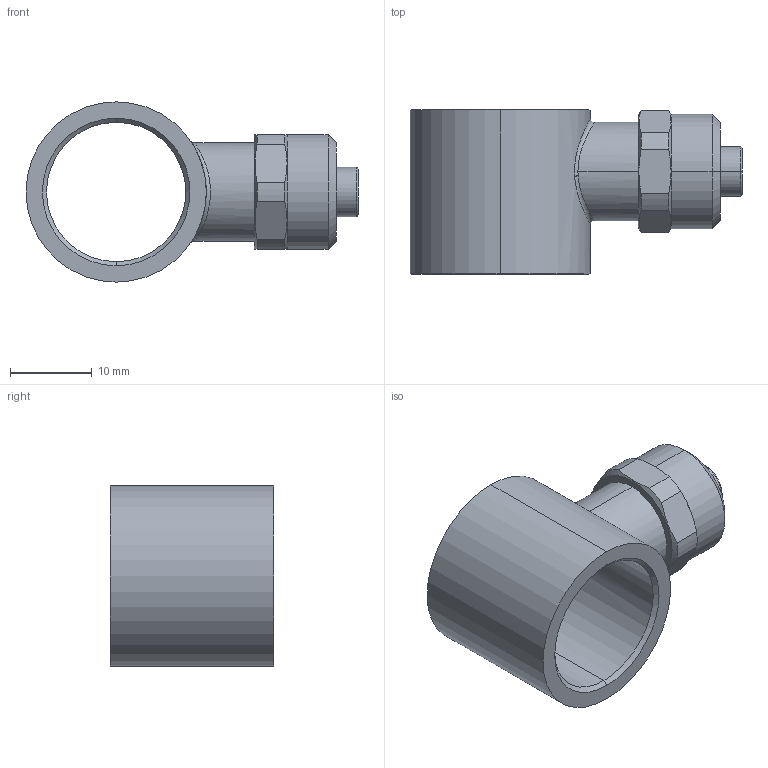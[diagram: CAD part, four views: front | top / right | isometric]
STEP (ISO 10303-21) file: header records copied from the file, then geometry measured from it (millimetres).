
FILE_DESCRIPTION (( 'STEP AP203' ), '1' );
FILE_NAME ('02130043.STEP', '2011-09-30T07:57:00', ( '' ), ( 'sopra-pneumatic' ), 'SwSTEP 2.0', 'SolidWorks 2011', '' );
FILE_SCHEMA (( 'CONFIG_CONTROL_DESIGN' ));
Length unit declared in the file: millimetre
Products named in the file (1): 02130043
Bounding box: 40.5 x 20 x 22 mm (x, y, z)
Volume: 4940.6 mm3; surface area: 3902.1 mm2
Topology: 1 solids, 1 shells, 56 faces, 128 edges, 78 vertices
Faces by surface type: cylinder 20, cone 20, plane 12, bspline 2, torus 2
Entity records: 2128 total; most frequent: CARTESIAN_POINT 794, DIRECTION 270, ORIENTED_EDGE 256, EDGE_CURVE 128, AXIS2_PLACEMENT_3D 115, VERTEX_POINT 78, EDGE_LOOP 64, CIRCLE 60
